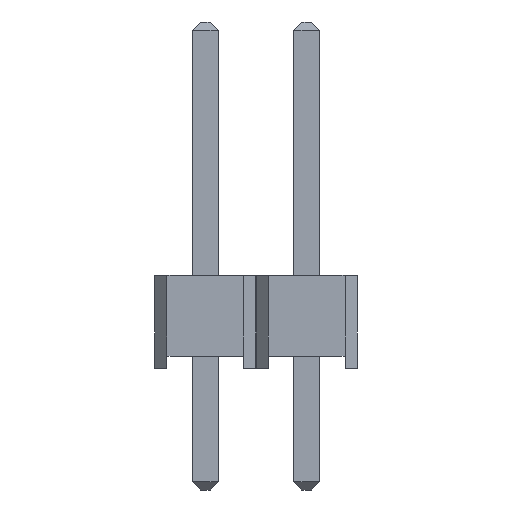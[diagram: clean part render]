
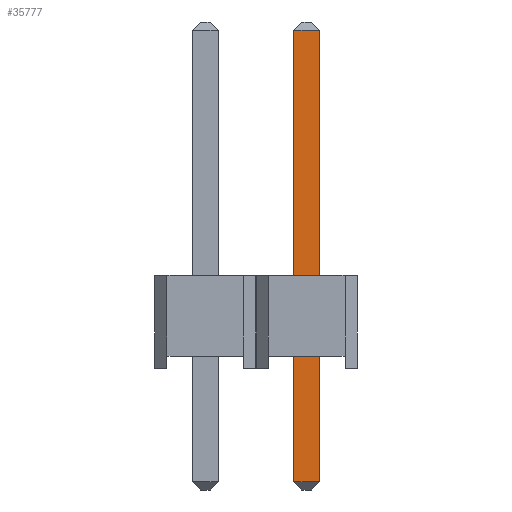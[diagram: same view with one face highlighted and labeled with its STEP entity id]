
A CAD part, left-side view. The second image highlights one B-rep face of the part: STEP entity #35777.
In plain terms, the highlighted planar face has unit normal (-1, 0, 0).
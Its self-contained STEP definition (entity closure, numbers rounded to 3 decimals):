
#637=FACE_OUTER_BOUND('',#2897,.T.);
#2897=EDGE_LOOP('',(#24169,#24170,#24171,#24172));
#5515=LINE('',#50687,#10555);
#5526=LINE('',#50709,#10566);
#5527=LINE('',#50711,#10567);
#5528=LINE('',#50712,#10568);
#10555=VECTOR('',#41053,1000.);
#10566=VECTOR('',#41072,1000.);
#10567=VECTOR('',#41073,1000.);
#10568=VECTOR('',#41074,1000.);
#15435=VERTEX_POINT('',#50684);
#15436=VERTEX_POINT('',#50686);
#15443=VERTEX_POINT('',#50708);
#15444=VERTEX_POINT('',#50710);
#18675=EDGE_CURVE('',#15435,#15436,#5515,.T.);
#18686=EDGE_CURVE('',#15435,#15443,#5526,.T.);
#18687=EDGE_CURVE('',#15443,#15444,#5527,.T.);
#18688=EDGE_CURVE('',#15444,#15436,#5528,.T.);
#24169=ORIENTED_EDGE('',*,*,#18675,.F.);
#24170=ORIENTED_EDGE('',*,*,#18686,.T.);
#24171=ORIENTED_EDGE('',*,*,#18687,.T.);
#24172=ORIENTED_EDGE('',*,*,#18688,.T.);
#33537=PLANE('',#38183);
#35777=ADVANCED_FACE('',(#637),#33537,.T.);
#38183=AXIS2_PLACEMENT_3D('',#50707,#41070,#41071);
#41053=DIRECTION('',(0.,0.,1.));
#41070=DIRECTION('center_axis',(-1.,0.,0.));
#41071=DIRECTION('ref_axis',(0.,0.,1.));
#41072=DIRECTION('',(0.,-1.,0.));
#41073=DIRECTION('',(0.,0.,1.));
#41074=DIRECTION('',(0.,1.,0.));
#50684=CARTESIAN_POINT('',(-0.32,0.32,-2.8));
#50686=CARTESIAN_POINT('',(-0.32,0.32,8.34));
#50687=CARTESIAN_POINT('',(-0.32,0.32,-3.));
#50707=CARTESIAN_POINT('Origin',(-0.32,-0.32,-3.));
#50708=CARTESIAN_POINT('',(-0.32,-0.32,-2.8));
#50709=CARTESIAN_POINT('',(-0.32,-0.32,-2.8));
#50710=CARTESIAN_POINT('',(-0.32,-0.32,8.34));
#50711=CARTESIAN_POINT('',(-0.32,-0.32,-3.));
#50712=CARTESIAN_POINT('',(-0.32,-0.32,8.34));
